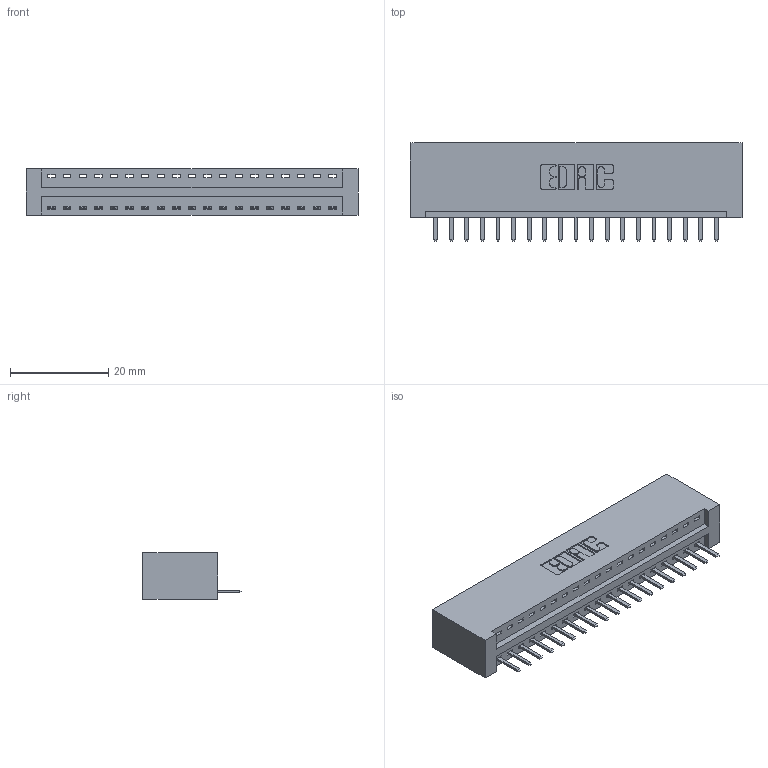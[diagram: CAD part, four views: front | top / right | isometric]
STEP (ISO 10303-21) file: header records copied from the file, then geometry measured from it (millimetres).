
FILE_DESCRIPTION (( 'STEP AP203' ), '1' );
FILE_NAME ('396-019-520-101.STEP', '2018-09-01T03:39:28', ( '' ), ( '' ), 'SwSTEP 2.0', 'SolidWorks 2016', '' );
FILE_SCHEMA (( 'CONFIG_CONTROL_DESIGN' ));
Length unit declared in the file: inch
Products named in the file (3): 346 Part_No Mounting Lugs; 345-292-001_345-293-120; 396-019-520-101
Assembly tree (20 placements, depth 2):
  396-019-520-101
    346 Part_No Mounting Lugs
    345-292-001_345-293-120  x19
Bounding box: 67.56 x 20.02 x 9.4 mm (x, y, z)
Volume: 6803.7 mm3; surface area: 8148.2 mm2
Topology: 20 solids, 20 shells, 1292 faces, 3801 edges, 2482 vertices
Faces by surface type: plane 870, cylinder 422
Entity records: 14725 total; most frequent: CARTESIAN_POINT 2549, ORIENTED_EDGE 2490, DIRECTION 2259, EDGE_CURVE 1245, VECTOR 1041, LINE 1041, VERTEX_POINT 826, AXIS2_PLACEMENT_3D 609
